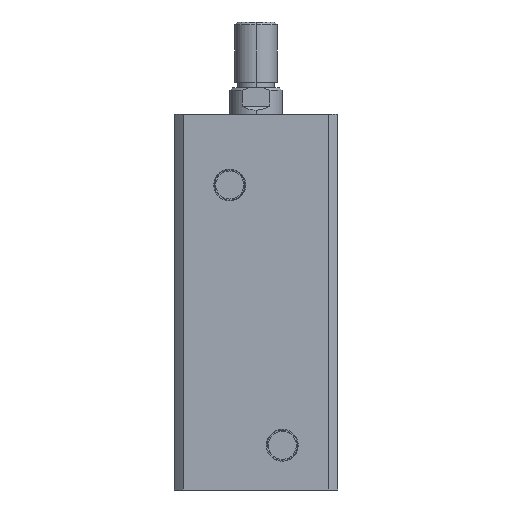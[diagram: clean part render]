
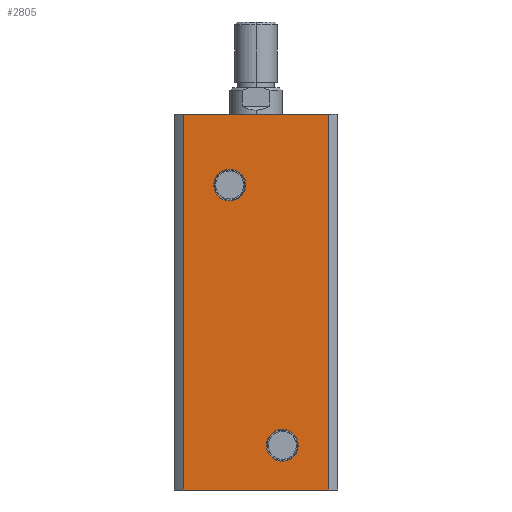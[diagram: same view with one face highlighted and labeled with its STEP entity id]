
A CAD part, left-side view. The second image highlights one B-rep face of the part: STEP entity #2805.
In plain terms, the highlighted planar face has unit normal (-1, 0, 0).
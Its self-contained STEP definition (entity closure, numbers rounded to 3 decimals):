
#110 = EDGE_LOOP ( 'NONE', ( #2209, #2210, #2211, #2212 ) ) ;
#113 = EDGE_LOOP ( 'NONE', ( #2207, #2208 ) ) ;
#116 = EDGE_LOOP ( 'NONE', ( #2205, #2206 ) ) ;
#177 = CIRCLE ( 'NONE', #1461, 6.06 ) ;
#189 = CIRCLE ( 'NONE', #1465, 6.06 ) ;
#277 = LINE ( 'NONE', #2059, #293 ) ;
#286 = CIRCLE ( 'NONE', #1502, 6.06 ) ;
#287 = CIRCLE ( 'NONE', #1503, 6.06 ) ;
#288 = LINE ( 'NONE', #2053, #291 ) ;
#289 = LINE ( 'NONE', #2058, #295 ) ;
#291 = VECTOR ( 'NONE', #2054, 1000. ) ;
#292 = LINE ( 'NONE', #2063, #297 ) ;
#293 = VECTOR ( 'NONE', #2064, 1000. ) ;
#295 = VECTOR ( 'NONE', #2066, 1000. ) ;
#297 = VECTOR ( 'NONE', #2068, 1000. ) ;
#644 = EDGE_CURVE ( 'NONE', #2627, #2628, #177, .T. ) ;
#652 = EDGE_CURVE ( 'NONE', #2635, #2636, #189, .T. ) ;
#718 = EDGE_CURVE ( 'NONE', #2628, #2627, #286, .T. ) ;
#719 = EDGE_CURVE ( 'NONE', #2636, #2635, #287, .T. ) ;
#720 = EDGE_CURVE ( 'NONE', #2687, #2691, #288, .T. ) ;
#721 = EDGE_CURVE ( 'NONE', #2688, #2691, #277, .T. ) ;
#722 = EDGE_CURVE ( 'NONE', #2692, #2688, #289, .T. ) ;
#723 = EDGE_CURVE ( 'NONE', #2692, #2687, #292, .T. ) ;
#1220 = CARTESIAN_POINT ( 'NONE',  ( -31., 10., 109.94 ) ) ;
#1221 = CARTESIAN_POINT ( 'NONE',  ( -31., 10., 122.06 ) ) ;
#1228 = CARTESIAN_POINT ( 'NONE',  ( -31., -10., 10.94 ) ) ;
#1229 = CARTESIAN_POINT ( 'NONE',  ( -31., -10., 23.06 ) ) ;
#1280 = CARTESIAN_POINT ( 'NONE',  ( -31., 27.591, 0. ) ) ;
#1281 = CARTESIAN_POINT ( 'NONE',  ( -31., -27.591, 143. ) ) ;
#1284 = CARTESIAN_POINT ( 'NONE',  ( -31., -27.591, 0. ) ) ;
#1285 = CARTESIAN_POINT ( 'NONE',  ( -31., 27.591, 143. ) ) ;
#1461 = AXIS2_PLACEMENT_3D ( 'NONE', #1866, #1867, #1868 ) ;
#1465 = AXIS2_PLACEMENT_3D ( 'NONE', #1886, #1887, #1888 ) ;
#1502 = AXIS2_PLACEMENT_3D ( 'NONE', #2055, #2056, #2057 ) ;
#1503 = AXIS2_PLACEMENT_3D ( 'NONE', #2060, #2061, #2062 ) ;
#1590 = AXIS2_PLACEMENT_3D ( 'NONE', #3331, #3329, #3335 ) ;
#1866 = CARTESIAN_POINT ( 'NONE',  ( -31., 10., 116. ) ) ;
#1867 = DIRECTION ( 'NONE',  ( -1., 0., 0. ) ) ;
#1868 = DIRECTION ( 'NONE',  ( 0., 0., 1. ) ) ;
#1886 = CARTESIAN_POINT ( 'NONE',  ( -31., -10., 17. ) ) ;
#1887 = DIRECTION ( 'NONE',  ( -1., 0., 0. ) ) ;
#1888 = DIRECTION ( 'NONE',  ( 0., 0., 1. ) ) ;
#2053 = CARTESIAN_POINT ( 'NONE',  ( -31., 0., 0. ) ) ;
#2054 = DIRECTION ( 'NONE',  ( 0., -1., 0. ) ) ;
#2055 = CARTESIAN_POINT ( 'NONE',  ( -31., 10., 116. ) ) ;
#2056 = DIRECTION ( 'NONE',  ( -1., 0., 0. ) ) ;
#2057 = DIRECTION ( 'NONE',  ( 0., 0., 1. ) ) ;
#2058 = CARTESIAN_POINT ( 'NONE',  ( -31., 0., 143. ) ) ;
#2059 = CARTESIAN_POINT ( 'NONE',  ( -31., -27.591, 143. ) ) ;
#2060 = CARTESIAN_POINT ( 'NONE',  ( -31., -10., 17. ) ) ;
#2061 = DIRECTION ( 'NONE',  ( -1., 0., 0. ) ) ;
#2062 = DIRECTION ( 'NONE',  ( 0., 0., 1. ) ) ;
#2063 = CARTESIAN_POINT ( 'NONE',  ( -31., 27.591, 143. ) ) ;
#2064 = DIRECTION ( 'NONE',  ( 0., 0., -1. ) ) ;
#2066 = DIRECTION ( 'NONE',  ( 0., -1., 0. ) ) ;
#2068 = DIRECTION ( 'NONE',  ( 0., 0., -1. ) ) ;
#2205 = ORIENTED_EDGE ( 'NONE', *, *, #718, .F. ) ;
#2206 = ORIENTED_EDGE ( 'NONE', *, *, #644, .F. ) ;
#2207 = ORIENTED_EDGE ( 'NONE', *, *, #719, .F. ) ;
#2208 = ORIENTED_EDGE ( 'NONE', *, *, #652, .F. ) ;
#2209 = ORIENTED_EDGE ( 'NONE', *, *, #720, .T. ) ;
#2210 = ORIENTED_EDGE ( 'NONE', *, *, #721, .F. ) ;
#2211 = ORIENTED_EDGE ( 'NONE', *, *, #722, .F. ) ;
#2212 = ORIENTED_EDGE ( 'NONE', *, *, #723, .T. ) ;
#2627 = VERTEX_POINT ( 'NONE', #1220 ) ;
#2628 = VERTEX_POINT ( 'NONE', #1221 ) ;
#2635 = VERTEX_POINT ( 'NONE', #1228 ) ;
#2636 = VERTEX_POINT ( 'NONE', #1229 ) ;
#2687 = VERTEX_POINT ( 'NONE', #1280 ) ;
#2688 = VERTEX_POINT ( 'NONE', #1281 ) ;
#2691 = VERTEX_POINT ( 'NONE', #1284 ) ;
#2692 = VERTEX_POINT ( 'NONE', #1285 ) ;
#2805 = ADVANCED_FACE ( 'NONE', ( #2948, #2956, #2952 ), #3333, .F. ) ;
#2948 = FACE_BOUND ( 'NONE', #116, .T. ) ;
#2952 = FACE_OUTER_BOUND ( 'NONE', #110, .T. ) ;
#2956 = FACE_BOUND ( 'NONE', #113, .T. ) ;
#3329 = DIRECTION ( 'NONE',  ( 1., 0., 0. ) ) ;
#3331 = CARTESIAN_POINT ( 'NONE',  ( -31., 0., 143. ) ) ;
#3333 = PLANE ( 'NONE',  #1590 ) ;
#3335 = DIRECTION ( 'NONE',  ( 0., 0., -1. ) ) ;
